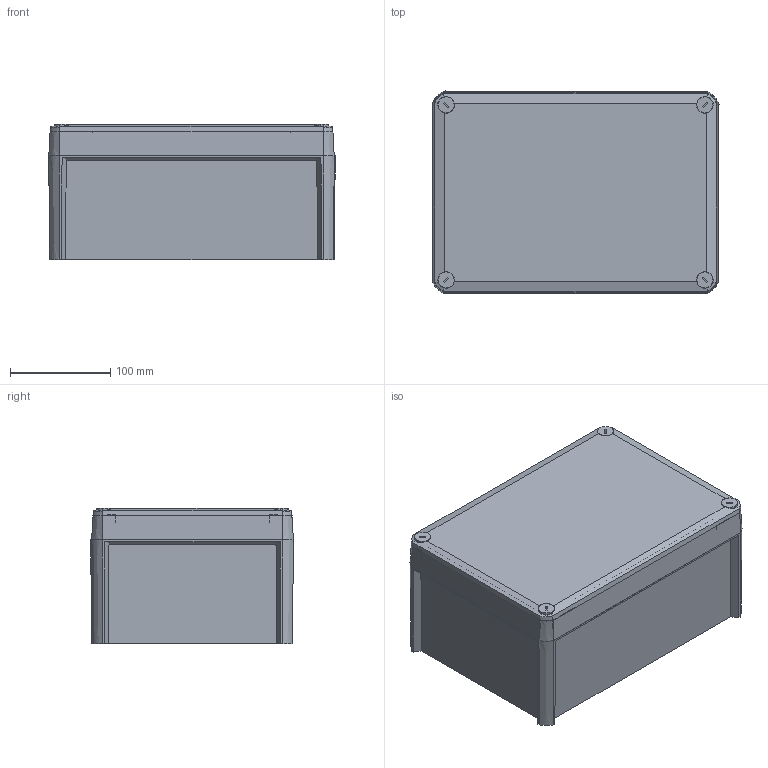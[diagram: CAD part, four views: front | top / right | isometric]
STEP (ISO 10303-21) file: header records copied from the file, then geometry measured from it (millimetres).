
FILE_DESCRIPTION (( 'STEP AP214' ), '1' );
FILE_NAME ('2007738.STP', '2020-11-25T10:05:53', ( '' ), ( '' ), 'SwSTEP 2.0', 'SolidWorks 2020', '' );
FILE_SCHEMA (( 'AUTOMOTIVE_DESIGN' ));
Length unit declared in the file: millimetre
Products named in the file (9): ED170-04-02_Standard; 0084514_1115388-T350; P_0000011441_1_Standard; 055009_Standard; 060184_Standard; 050559_Standard; 018602_ISO 7049 - 3,5 x 9,5 F-Z; 0069830_geschlossen; 2007738
Assembly tree (15 placements, depth 3):
  2007738
    0069830_geschlossen
    060184_Standard
      050559_Standard
      P_0000011441_1_Standard
    055009_Standard  x4
    ED170-04-02_Standard  x4
    0084514_1115388-T350
    018602_ISO 7049 - 3,5 x 9,5 F-Z  x2
Bounding box: 286 x 202.4 x 135.06 mm (x, y, z)
Volume: 701611.7 mm3; surface area: 602489.8 mm2
Topology: 14 solids, 14 shells, 951 faces, 2346 edges, 1447 vertices
Faces by surface type: plane 394, cylinder 218, cone 158, torus 144, bspline 33, sphere 4
Entity records: 36391 total; most frequent: CARTESIAN_POINT 16295, DIRECTION 4209, ORIENTED_EDGE 4162, EDGE_CURVE 2081, AXIS2_PLACEMENT_3D 1598, VERTEX_POINT 1271, LINE 1013, VECTOR 1013
